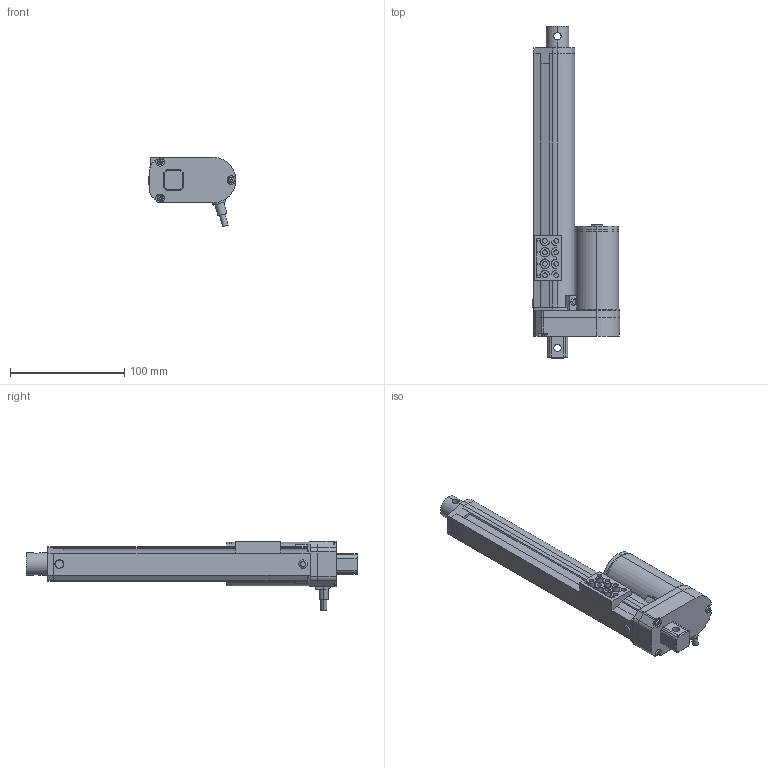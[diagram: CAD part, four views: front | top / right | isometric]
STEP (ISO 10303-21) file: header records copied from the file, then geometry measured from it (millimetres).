
FILE_DESCRIPTION (( 'STEP AP214' ), '1' );
FILE_NAME ('PA-08-6.STEP', '2017-06-13T18:45:39', ( '' ), ( '' ), 'SwSTEP 2.0', 'SolidWorks 2017', '' );
FILE_SCHEMA (( 'AUTOMOTIVE_DESIGN' ));
Length unit declared in the file: inch
Products named in the file (1): PA-08-6
Bounding box: 76.58 x 290.45 x 60.69 mm (x, y, z)
Volume: 361198.1 mm3; surface area: 72964 mm2
Topology: 19 solids, 19 shells, 317 faces, 740 edges, 476 vertices
Faces by surface type: plane 164, cylinder 127, torus 14, cone 8, sphere 4
Entity records: 9428 total; most frequent: CARTESIAN_POINT 1682, DIRECTION 1652, ORIENTED_EDGE 1472, EDGE_CURVE 736, AXIS2_PLACEMENT_3D 610, VERTEX_POINT 476, VECTOR 432, LINE 432
